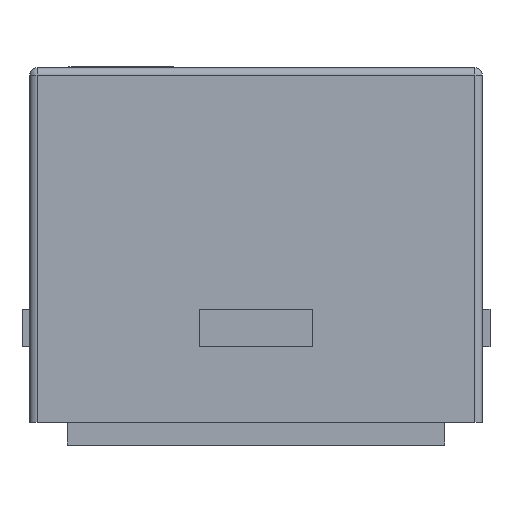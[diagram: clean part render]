
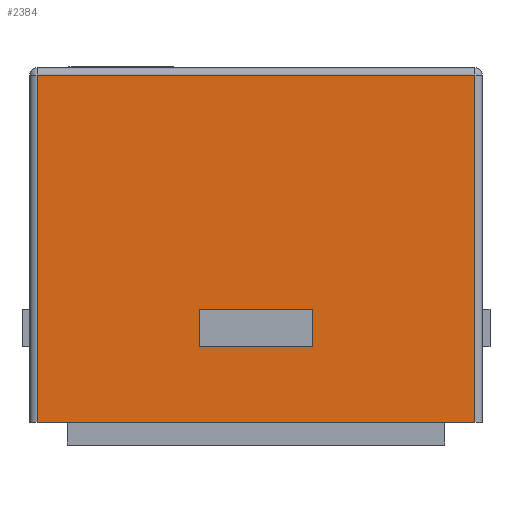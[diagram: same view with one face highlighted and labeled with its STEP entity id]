
A CAD part, left-side view. The second image highlights one B-rep face of the part: STEP entity #2384.
In plain terms, the highlighted planar face has unit normal (-1, 0, 0).
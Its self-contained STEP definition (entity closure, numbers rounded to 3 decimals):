
#1930 = EDGE_CURVE('',#1931,#1933,#1935,.T.);
#1931 = VERTEX_POINT('',#1932);
#1932 = CARTESIAN_POINT('',(-0.5,-0.29,
    0.03));
#1933 = VERTEX_POINT('',#1934);
#1934 = CARTESIAN_POINT('',(-0.5,0.29,
    0.03));
#1935 = LINE('',#1936,#1937);
#1936 = CARTESIAN_POINT('',(-0.5,0.3,
    0.03));
#1937 = VECTOR('',#1938,1.);
#1938 = DIRECTION('',(0.,1.,0.));
#2384 = ADVANCED_FACE('',(#2385,#2419),#2444,.F.);
#2385 = FACE_BOUND('',#2386,.T.);
#2386 = EDGE_LOOP('',(#2387,#2397,#2405,#2413));
#2387 = ORIENTED_EDGE('',*,*,#2388,.T.);
#2388 = EDGE_CURVE('',#2389,#2391,#2393,.T.);
#2389 = VERTEX_POINT('',#2390);
#2390 = CARTESIAN_POINT('',(-0.5,0.075,
    0.13));
#2391 = VERTEX_POINT('',#2392);
#2392 = CARTESIAN_POINT('',(-0.5,0.075,
    0.18));
#2393 = LINE('',#2394,#2395);
#2394 = CARTESIAN_POINT('',(-0.5,0.075,
    0.18));
#2395 = VECTOR('',#2396,1.);
#2396 = DIRECTION('',(0.,0.,1.));
#2397 = ORIENTED_EDGE('',*,*,#2398,.T.);
#2398 = EDGE_CURVE('',#2391,#2399,#2401,.T.);
#2399 = VERTEX_POINT('',#2400);
#2400 = CARTESIAN_POINT('',(-0.5,-0.075,
    0.18));
#2401 = LINE('',#2402,#2403);
#2402 = CARTESIAN_POINT('',(-0.5,-0.075,
    0.18));
#2403 = VECTOR('',#2404,1.);
#2404 = DIRECTION('',(0.,-1.,0.));
#2405 = ORIENTED_EDGE('',*,*,#2406,.T.);
#2406 = EDGE_CURVE('',#2399,#2407,#2409,.T.);
#2407 = VERTEX_POINT('',#2408);
#2408 = CARTESIAN_POINT('',(-0.5,-0.075,
    0.13));
#2409 = LINE('',#2410,#2411);
#2410 = CARTESIAN_POINT('',(-0.5,-0.075,
    0.18));
#2411 = VECTOR('',#2412,1.);
#2412 = DIRECTION('',(0.,0.,-1.));
#2413 = ORIENTED_EDGE('',*,*,#2414,.T.);
#2414 = EDGE_CURVE('',#2407,#2389,#2415,.T.);
#2415 = LINE('',#2416,#2417);
#2416 = CARTESIAN_POINT('',(-0.5,-0.075,
    0.13));
#2417 = VECTOR('',#2418,1.);
#2418 = DIRECTION('',(0.,1.,0.));
#2419 = FACE_BOUND('',#2420,.T.);
#2420 = EDGE_LOOP('',(#2421,#2431,#2437,#2438));
#2421 = ORIENTED_EDGE('',*,*,#2422,.T.);
#2422 = EDGE_CURVE('',#2423,#2425,#2427,.T.);
#2423 = VERTEX_POINT('',#2424);
#2424 = CARTESIAN_POINT('',(-0.5,-0.29,
    0.49));
#2425 = VERTEX_POINT('',#2426);
#2426 = CARTESIAN_POINT('',(-0.5,0.29,0.49
    ));
#2427 = LINE('',#2428,#2429);
#2428 = CARTESIAN_POINT('',(-0.5,0.3,
    0.49));
#2429 = VECTOR('',#2430,1.);
#2430 = DIRECTION('',(0.,1.,0.));
#2431 = ORIENTED_EDGE('',*,*,#2432,.T.);
#2432 = EDGE_CURVE('',#2425,#1933,#2433,.T.);
#2433 = LINE('',#2434,#2435);
#2434 = CARTESIAN_POINT('',(-0.5,0.29,0.5
    ));
#2435 = VECTOR('',#2436,1.);
#2436 = DIRECTION('',(0.,0.,-1.));
#2437 = ORIENTED_EDGE('',*,*,#1930,.F.);
#2438 = ORIENTED_EDGE('',*,*,#2439,.T.);
#2439 = EDGE_CURVE('',#1931,#2423,#2440,.T.);
#2440 = LINE('',#2441,#2442);
#2441 = CARTESIAN_POINT('',(-0.5,-0.29,
    0.5));
#2442 = VECTOR('',#2443,1.);
#2443 = DIRECTION('',(0.,0.,1.));
#2444 = PLANE('',#2445);
#2445 = AXIS2_PLACEMENT_3D('',#2446,#2447,#2448);
#2446 = CARTESIAN_POINT('',(-0.5,0.3,
    0.5));
#2447 = DIRECTION('',(1.,0.,0.));
#2448 = DIRECTION('',(0.,1.,0.));
